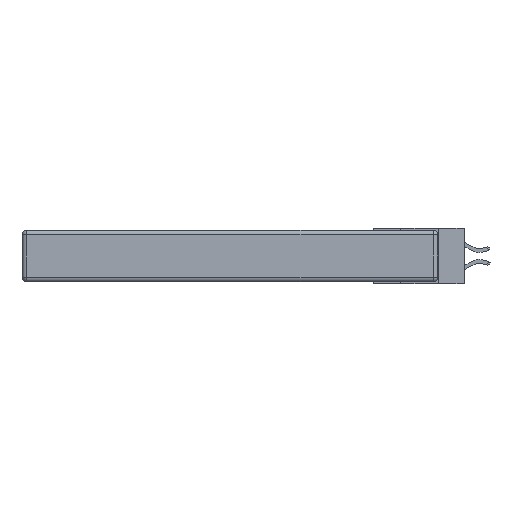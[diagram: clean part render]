
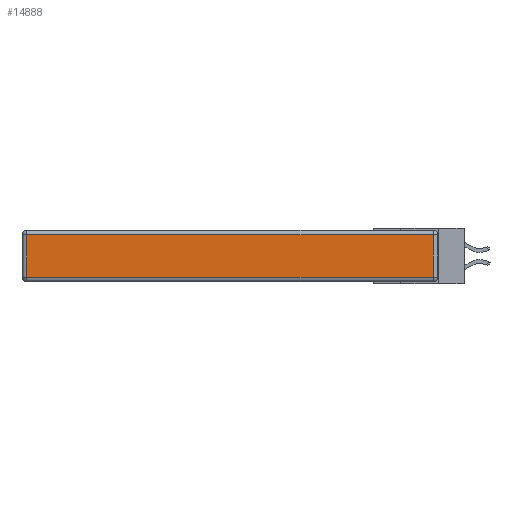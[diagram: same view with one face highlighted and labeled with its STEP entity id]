
A CAD part, left-side view. The second image highlights one B-rep face of the part: STEP entity #14888.
In plain terms, the highlighted planar face has unit normal (-1, 0, 0).
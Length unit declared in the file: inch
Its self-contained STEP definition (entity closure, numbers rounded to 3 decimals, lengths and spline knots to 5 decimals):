
#334 = VERTEX_POINT ( 'NONE', #1709 ) ;
#546 = DIRECTION ( 'NONE',  ( 0., 1., 0. ) ) ;
#1015 = VECTOR ( 'NONE', #23942, 39.37008 ) ;
#1590 = PLANE ( 'NONE',  #11531 ) ;
#1709 = CARTESIAN_POINT ( 'NONE',  ( 0., 2.72, -0.03 ) ) ;
#2888 = VERTEX_POINT ( 'NONE', #21614 ) ;
#3792 = EDGE_CURVE ( 'NONE', #22127, #2888, #18531, .T. ) ;
#5736 = VECTOR ( 'NONE', #14739, 39.37008 ) ;
#6839 = LINE ( 'NONE', #20450, #1015 ) ;
#6999 = CARTESIAN_POINT ( 'NONE',  ( 0., 0.03, -0.343 ) ) ;
#7306 = LINE ( 'NONE', #17373, #19815 ) ;
#7505 = EDGE_CURVE ( 'NONE', #334, #22127, #6839, .T. ) ;
#8703 = VERTEX_POINT ( 'NONE', #21017 ) ;
#10767 = ORIENTED_EDGE ( 'NONE', *, *, #23566, .T. ) ;
#11531 = AXIS2_PLACEMENT_3D ( 'NONE', #18178, #20131, #21903 ) ;
#13302 = EDGE_LOOP ( 'NONE', ( #21269, #10767, #18400, #15279 ) ) ;
#13407 = CARTESIAN_POINT ( 'NONE',  ( 0., 2.72, -0.313 ) ) ;
#14739 = DIRECTION ( 'NONE',  ( 0., -1., 0. ) ) ;
#14888 = ADVANCED_FACE ( 'NONE', ( #16455 ), #1590, .T. ) ;
#15279 = ORIENTED_EDGE ( 'NONE', *, *, #7505, .T. ) ;
#15921 = VECTOR ( 'NONE', #17231, 39.37008 ) ;
#16455 = FACE_OUTER_BOUND ( 'NONE', #13302, .T. ) ;
#17231 = DIRECTION ( 'NONE',  ( 0., 0., 1. ) ) ;
#17373 = CARTESIAN_POINT ( 'NONE',  ( 0., 2.75, -0.03 ) ) ;
#18178 = CARTESIAN_POINT ( 'NONE',  ( 0., 0., -0.343 ) ) ;
#18400 = ORIENTED_EDGE ( 'NONE', *, *, #20353, .T. ) ;
#18531 = LINE ( 'NONE', #22370, #5736 ) ;
#19815 = VECTOR ( 'NONE', #546, 39.37008 ) ;
#20131 = DIRECTION ( 'NONE',  ( -1., 0., 0. ) ) ;
#20353 = EDGE_CURVE ( 'NONE', #8703, #334, #7306, .T. ) ;
#20450 = CARTESIAN_POINT ( 'NONE',  ( 0., 2.72, -0.343 ) ) ;
#21017 = CARTESIAN_POINT ( 'NONE',  ( 0., 0.03, -0.03 ) ) ;
#21269 = ORIENTED_EDGE ( 'NONE', *, *, #3792, .T. ) ;
#21462 = LINE ( 'NONE', #6999, #15921 ) ;
#21614 = CARTESIAN_POINT ( 'NONE',  ( 0., 0.03, -0.313 ) ) ;
#21903 = DIRECTION ( 'NONE',  ( 0., 0., 1. ) ) ;
#22127 = VERTEX_POINT ( 'NONE', #13407 ) ;
#22370 = CARTESIAN_POINT ( 'NONE',  ( 0., 0., -0.313 ) ) ;
#23566 = EDGE_CURVE ( 'NONE', #2888, #8703, #21462, .T. ) ;
#23942 = DIRECTION ( 'NONE',  ( 0., 0., -1. ) ) ;
